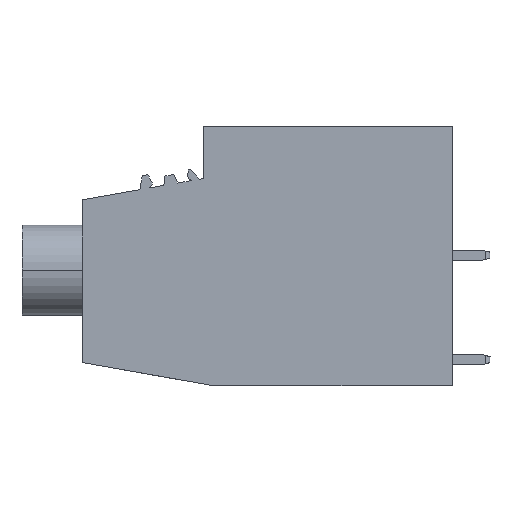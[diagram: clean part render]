
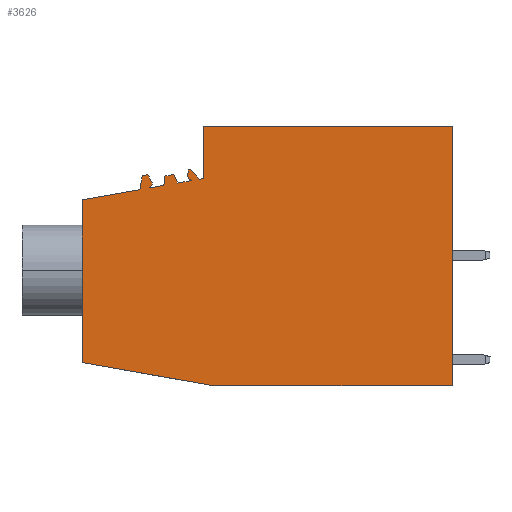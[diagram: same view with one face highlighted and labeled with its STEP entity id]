
A CAD part, left-side view. The second image highlights one B-rep face of the part: STEP entity #3626.
In plain terms, the highlighted planar face has unit normal (-1, 0, 0).
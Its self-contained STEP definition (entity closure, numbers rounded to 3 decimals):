
#3240=CARTESIAN_POINT('Vertex',(14.5,33.2,0.)) ;
#3243=CARTESIAN_POINT('Line Origine',(14.5,41.,1.375)) ;
#3247=CARTESIAN_POINT('Vertex',(14.5,48.8,2.751)) ;
#3412=CARTESIAN_POINT('Line Origine',(14.5,48.8,12.485)) ;
#3416=CARTESIAN_POINT('Vertex',(14.5,48.8,22.22)) ;
#3451=CARTESIAN_POINT('Axis2P3D Location',(14.5,0.,0.)) ;
#3456=CARTESIAN_POINT('Line Origine',(14.5,18.85,0.)) ;
#3460=CARTESIAN_POINT('Vertex',(14.5,4.5,0.)) ;
#3463=CARTESIAN_POINT('Line Origine',(14.5,4.5,15.5)) ;
#3467=CARTESIAN_POINT('Vertex',(14.5,4.5,31.)) ;
#3470=CARTESIAN_POINT('Line Origine',(14.5,19.4,31.)) ;
#3474=CARTESIAN_POINT('Vertex',(14.5,34.3,31.)) ;
#3477=CARTESIAN_POINT('Line Origine',(14.5,34.3,27.888)) ;
#3481=CARTESIAN_POINT('Vertex',(14.5,34.3,24.777)) ;
#3484=CARTESIAN_POINT('Line Origine',(14.5,34.558,24.731)) ;
#3488=CARTESIAN_POINT('Vertex',(14.5,34.816,24.686)) ;
#3491=CARTESIAN_POINT('Line Origine',(14.5,35.325,25.271)) ;
#3495=CARTESIAN_POINT('Vertex',(14.5,35.833,25.856)) ;
#3498=CARTESIAN_POINT('Line Origine',(14.5,35.96,25.834)) ;
#3502=CARTESIAN_POINT('Vertex',(14.5,36.087,25.811)) ;
#3505=CARTESIAN_POINT('Line Origine',(14.5,36.124,25.514)) ;
#3509=CARTESIAN_POINT('Vertex',(14.5,36.16,25.217)) ;
#3512=CARTESIAN_POINT('Axis2P3D Location',(14.5,35.595,25.148)) ;
#3516=CARTESIAN_POINT('Vertex',(14.5,35.875,24.651)) ;
#3519=CARTESIAN_POINT('Axis2P3D Location',(14.5,36.029,24.376)) ;
#3523=CARTESIAN_POINT('Vertex',(14.5,35.749,24.521)) ;
#3526=CARTESIAN_POINT('Line Origine',(14.5,36.563,24.378)) ;
#3530=CARTESIAN_POINT('Vertex',(14.5,37.376,24.234)) ;
#3533=CARTESIAN_POINT('Line Origine',(14.5,37.615,24.746)) ;
#3537=CARTESIAN_POINT('Vertex',(14.5,37.853,25.257)) ;
#3540=CARTESIAN_POINT('Line Origine',(14.5,38.39,25.162)) ;
#3544=CARTESIAN_POINT('Vertex',(14.5,38.926,25.068)) ;
#3547=CARTESIAN_POINT('Line Origine',(14.5,38.976,24.506)) ;
#3551=CARTESIAN_POINT('Vertex',(14.5,39.025,23.944)) ;
#3554=CARTESIAN_POINT('Line Origine',(14.5,39.873,23.794)) ;
#3558=CARTESIAN_POINT('Vertex',(14.5,40.721,23.645)) ;
#3561=CARTESIAN_POINT('Line Origine',(14.5,40.563,23.87)) ;
#3565=CARTESIAN_POINT('Vertex',(14.5,40.405,24.096)) ;
#3568=CARTESIAN_POINT('Line Origine',(14.5,40.423,24.195)) ;
#3572=CARTESIAN_POINT('Vertex',(14.5,40.44,24.293)) ;
#3575=CARTESIAN_POINT('Line Origine',(14.5,40.687,24.757)) ;
#3579=CARTESIAN_POINT('Vertex',(14.5,40.934,25.222)) ;
#3582=CARTESIAN_POINT('Line Origine',(14.5,41.27,25.162)) ;
#3586=CARTESIAN_POINT('Vertex',(14.5,41.606,25.103)) ;
#3589=CARTESIAN_POINT('Line Origine',(14.5,41.753,24.27)) ;
#3593=CARTESIAN_POINT('Vertex',(14.5,41.899,23.437)) ;
#3596=CARTESIAN_POINT('Line Origine',(14.5,45.35,22.828)) ;
#3244=DIRECTION('Vector Direction',(0.,-0.985,-0.174)) ;
#3413=DIRECTION('Vector Direction',(0.,0.,-1.)) ;
#3452=DIRECTION('Axis2P3D Direction',(-1.,0.,0.)) ;
#3453=DIRECTION('Axis2P3D XDirection',(0.,-1.,0.)) ;
#3457=DIRECTION('Vector Direction',(0.,-1.,0.)) ;
#3464=DIRECTION('Vector Direction',(0.,0.,1.)) ;
#3471=DIRECTION('Vector Direction',(0.,1.,0.)) ;
#3478=DIRECTION('Vector Direction',(0.,0.,1.)) ;
#3485=DIRECTION('Vector Direction',(0.,0.985,-0.174)) ;
#3492=DIRECTION('Vector Direction',(0.,-0.656,-0.755)) ;
#3499=DIRECTION('Vector Direction',(0.,-0.985,0.174)) ;
#3506=DIRECTION('Vector Direction',(0.,-0.122,0.993)) ;
#3513=DIRECTION('Axis2P3D Direction',(-1.,0.,0.)) ;
#3520=DIRECTION('Axis2P3D Direction',(-1.,0.,0.)) ;
#3527=DIRECTION('Vector Direction',(0.,0.985,-0.174)) ;
#3534=DIRECTION('Vector Direction',(0.,-0.423,-0.906)) ;
#3541=DIRECTION('Vector Direction',(0.,-0.985,0.174)) ;
#3548=DIRECTION('Vector Direction',(0.,-0.087,0.996)) ;
#3555=DIRECTION('Vector Direction',(0.,0.985,-0.174)) ;
#3562=DIRECTION('Vector Direction',(0.,0.574,-0.819)) ;
#3569=DIRECTION('Vector Direction',(0.,-0.174,-0.985)) ;
#3576=DIRECTION('Vector Direction',(0.,-0.469,-0.883)) ;
#3583=DIRECTION('Vector Direction',(0.,-0.985,0.174)) ;
#3590=DIRECTION('Vector Direction',(0.,-0.174,0.985)) ;
#3597=DIRECTION('Vector Direction',(0.,0.985,-0.174)) ;
#3454=AXIS2_PLACEMENT_3D('Plane Axis2P3D',#3451,#3452,#3453) ;
#3514=AXIS2_PLACEMENT_3D('Circle Axis2P3D',#3512,#3513,$) ;
#3521=AXIS2_PLACEMENT_3D('Circle Axis2P3D',#3519,#3520,$) ;
#3602=ORIENTED_EDGE('',*,*,#3418,.T.) ;
#3603=ORIENTED_EDGE('',*,*,#3249,.T.) ;
#3604=ORIENTED_EDGE('',*,*,#3462,.T.) ;
#3605=ORIENTED_EDGE('',*,*,#3469,.T.) ;
#3606=ORIENTED_EDGE('',*,*,#3476,.T.) ;
#3607=ORIENTED_EDGE('',*,*,#3483,.T.) ;
#3608=ORIENTED_EDGE('',*,*,#3490,.T.) ;
#3609=ORIENTED_EDGE('',*,*,#3497,.T.) ;
#3610=ORIENTED_EDGE('',*,*,#3504,.T.) ;
#3611=ORIENTED_EDGE('',*,*,#3511,.T.) ;
#3612=ORIENTED_EDGE('',*,*,#3518,.T.) ;
#3613=ORIENTED_EDGE('',*,*,#3525,.T.) ;
#3614=ORIENTED_EDGE('',*,*,#3532,.T.) ;
#3615=ORIENTED_EDGE('',*,*,#3539,.T.) ;
#3616=ORIENTED_EDGE('',*,*,#3546,.T.) ;
#3617=ORIENTED_EDGE('',*,*,#3553,.T.) ;
#3618=ORIENTED_EDGE('',*,*,#3560,.T.) ;
#3619=ORIENTED_EDGE('',*,*,#3567,.T.) ;
#3620=ORIENTED_EDGE('',*,*,#3574,.T.) ;
#3621=ORIENTED_EDGE('',*,*,#3581,.T.) ;
#3622=ORIENTED_EDGE('',*,*,#3588,.T.) ;
#3623=ORIENTED_EDGE('',*,*,#3595,.T.) ;
#3624=ORIENTED_EDGE('',*,*,#3600,.T.) ;
#3245=VECTOR('Line Direction',#3244,1.) ;
#3414=VECTOR('Line Direction',#3413,1.) ;
#3458=VECTOR('Line Direction',#3457,1.) ;
#3465=VECTOR('Line Direction',#3464,1.) ;
#3472=VECTOR('Line Direction',#3471,1.) ;
#3479=VECTOR('Line Direction',#3478,1.) ;
#3486=VECTOR('Line Direction',#3485,1.) ;
#3493=VECTOR('Line Direction',#3492,1.) ;
#3500=VECTOR('Line Direction',#3499,1.) ;
#3507=VECTOR('Line Direction',#3506,1.) ;
#3528=VECTOR('Line Direction',#3527,1.) ;
#3535=VECTOR('Line Direction',#3534,1.) ;
#3542=VECTOR('Line Direction',#3541,1.) ;
#3549=VECTOR('Line Direction',#3548,1.) ;
#3556=VECTOR('Line Direction',#3555,1.) ;
#3563=VECTOR('Line Direction',#3562,1.) ;
#3570=VECTOR('Line Direction',#3569,1.) ;
#3577=VECTOR('Line Direction',#3576,1.) ;
#3584=VECTOR('Line Direction',#3583,1.) ;
#3591=VECTOR('Line Direction',#3590,1.) ;
#3598=VECTOR('Line Direction',#3597,1.) ;
#3626=ADVANCED_FACE('1pole',(#3625),#3455,.T.) ;
#3515=CIRCLE('generated circle',#3514,0.57) ;
#3522=CIRCLE('generated circle',#3521,0.315) ;
#3249=EDGE_CURVE('',#3248,#3241,#3246,.T.) ;
#3418=EDGE_CURVE('',#3417,#3248,#3415,.T.) ;
#3462=EDGE_CURVE('',#3241,#3461,#3459,.T.) ;
#3469=EDGE_CURVE('',#3461,#3468,#3466,.T.) ;
#3476=EDGE_CURVE('',#3468,#3475,#3473,.T.) ;
#3483=EDGE_CURVE('',#3475,#3482,#3480,.F.) ;
#3490=EDGE_CURVE('',#3482,#3489,#3487,.T.) ;
#3497=EDGE_CURVE('',#3489,#3496,#3494,.F.) ;
#3504=EDGE_CURVE('',#3496,#3503,#3501,.F.) ;
#3511=EDGE_CURVE('',#3503,#3510,#3508,.F.) ;
#3518=EDGE_CURVE('',#3510,#3517,#3515,.T.) ;
#3525=EDGE_CURVE('',#3517,#3524,#3522,.F.) ;
#3532=EDGE_CURVE('',#3524,#3531,#3529,.T.) ;
#3539=EDGE_CURVE('',#3531,#3538,#3536,.F.) ;
#3546=EDGE_CURVE('',#3538,#3545,#3543,.F.) ;
#3553=EDGE_CURVE('',#3545,#3552,#3550,.F.) ;
#3560=EDGE_CURVE('',#3552,#3559,#3557,.T.) ;
#3567=EDGE_CURVE('',#3559,#3566,#3564,.F.) ;
#3574=EDGE_CURVE('',#3566,#3573,#3571,.F.) ;
#3581=EDGE_CURVE('',#3573,#3580,#3578,.F.) ;
#3588=EDGE_CURVE('',#3580,#3587,#3585,.F.) ;
#3595=EDGE_CURVE('',#3587,#3594,#3592,.F.) ;
#3600=EDGE_CURVE('',#3594,#3417,#3599,.T.) ;
#3601=EDGE_LOOP('',(#3602,#3603,#3604,#3605,#3606,#3607,#3608,#3609,#3610,#3611,#3612,#3613,#3614,#3615,#3616,#3617,#3618,#3619,#3620,#3621,#3622,#3623,#3624)) ;
#3625=FACE_OUTER_BOUND('',#3601,.T.) ;
#3246=LINE('Line',#3243,#3245) ;
#3415=LINE('Line',#3412,#3414) ;
#3459=LINE('Line',#3456,#3458) ;
#3466=LINE('Line',#3463,#3465) ;
#3473=LINE('Line',#3470,#3472) ;
#3480=LINE('Line',#3477,#3479) ;
#3487=LINE('Line',#3484,#3486) ;
#3494=LINE('Line',#3491,#3493) ;
#3501=LINE('Line',#3498,#3500) ;
#3508=LINE('Line',#3505,#3507) ;
#3529=LINE('Line',#3526,#3528) ;
#3536=LINE('Line',#3533,#3535) ;
#3543=LINE('Line',#3540,#3542) ;
#3550=LINE('Line',#3547,#3549) ;
#3557=LINE('Line',#3554,#3556) ;
#3564=LINE('Line',#3561,#3563) ;
#3571=LINE('Line',#3568,#3570) ;
#3578=LINE('Line',#3575,#3577) ;
#3585=LINE('Line',#3582,#3584) ;
#3592=LINE('Line',#3589,#3591) ;
#3599=LINE('Line',#3596,#3598) ;
#3455=PLANE('',#3454) ;
#3241=VERTEX_POINT('',#3240) ;
#3248=VERTEX_POINT('',#3247) ;
#3417=VERTEX_POINT('',#3416) ;
#3461=VERTEX_POINT('',#3460) ;
#3468=VERTEX_POINT('',#3467) ;
#3475=VERTEX_POINT('',#3474) ;
#3482=VERTEX_POINT('',#3481) ;
#3489=VERTEX_POINT('',#3488) ;
#3496=VERTEX_POINT('',#3495) ;
#3503=VERTEX_POINT('',#3502) ;
#3510=VERTEX_POINT('',#3509) ;
#3517=VERTEX_POINT('',#3516) ;
#3524=VERTEX_POINT('',#3523) ;
#3531=VERTEX_POINT('',#3530) ;
#3538=VERTEX_POINT('',#3537) ;
#3545=VERTEX_POINT('',#3544) ;
#3552=VERTEX_POINT('',#3551) ;
#3559=VERTEX_POINT('',#3558) ;
#3566=VERTEX_POINT('',#3565) ;
#3573=VERTEX_POINT('',#3572) ;
#3580=VERTEX_POINT('',#3579) ;
#3587=VERTEX_POINT('',#3586) ;
#3594=VERTEX_POINT('',#3593) ;
